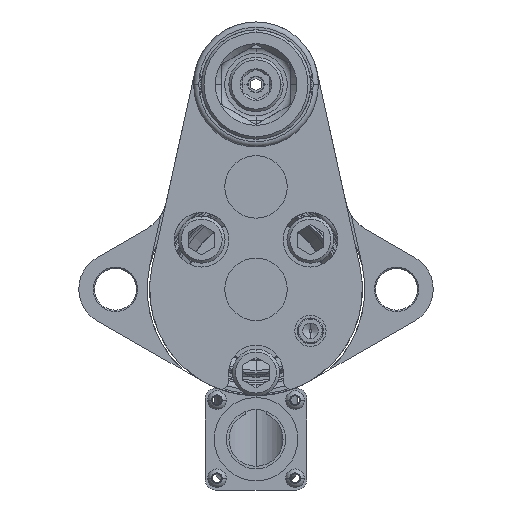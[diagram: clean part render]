
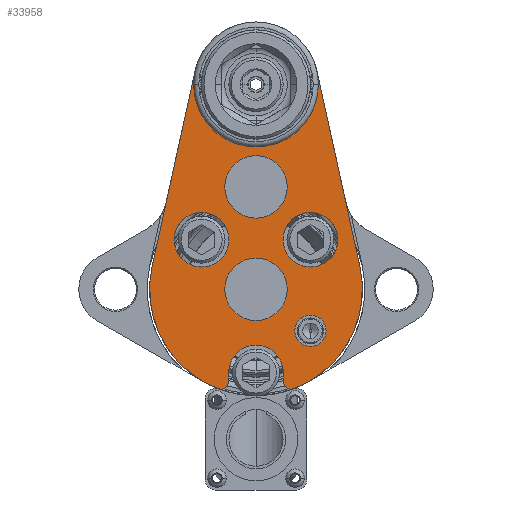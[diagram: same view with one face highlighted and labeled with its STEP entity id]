
A CAD part, left-side view. The second image highlights one B-rep face of the part: STEP entity #33958.
In plain terms, the highlighted planar face has unit normal (-1, 0, 0).
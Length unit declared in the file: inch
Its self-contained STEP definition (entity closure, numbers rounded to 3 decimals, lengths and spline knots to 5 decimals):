
#33490=CARTESIAN_POINT('',(-15.0369,0.005,0.));
#33491=DIRECTION('',(-1.,0.,0.));
#33492=DIRECTION('',(0.,0.,-1.));
#33493=AXIS2_PLACEMENT_3D('',#33490,#33491,#33492);
#33495=CARTESIAN_POINT('',(-15.0369,0.005,0.));
#33496=DIRECTION('',(-1.,0.,0.));
#33497=DIRECTION('',(0.,0.,1.));
#33498=AXIS2_PLACEMENT_3D('',#33495,#33496,#33497);
#33500=CARTESIAN_POINT('',(-15.0369,0.005,1.2293));
#33501=DIRECTION('',(-1.,0.,0.));
#33502=DIRECTION('',(0.,0.,-1.));
#33503=AXIS2_PLACEMENT_3D('',#33500,#33501,#33502);
#33505=CARTESIAN_POINT('',(-15.0369,0.005,1.2293));
#33506=DIRECTION('',(-1.,0.,0.));
#33507=DIRECTION('',(0.,0.,1.));
#33508=AXIS2_PLACEMENT_3D('',#33505,#33506,#33507);
#33510=CARTESIAN_POINT('',(-15.0369,0.658,0.595));
#33511=DIRECTION('',(-1.,0.,0.));
#33512=DIRECTION('',(0.,0.,1.));
#33513=AXIS2_PLACEMENT_3D('',#33510,#33511,#33512);
#33515=CARTESIAN_POINT('',(-15.0369,0.658,0.595));
#33516=DIRECTION('',(-1.,0.,0.));
#33517=DIRECTION('',(0.,0.,-1.));
#33518=AXIS2_PLACEMENT_3D('',#33515,#33516,#33517);
#33520=CARTESIAN_POINT('',(-15.0369,-0.648,0.595));
#33521=DIRECTION('',(-1.,0.,0.));
#33522=DIRECTION('',(0.,0.,-1.));
#33523=AXIS2_PLACEMENT_3D('',#33520,#33521,#33522);
#33525=CARTESIAN_POINT('',(-15.0369,-0.648,0.595));
#33526=DIRECTION('',(-1.,0.,0.));
#33527=DIRECTION('',(0.,0.,1.));
#33528=AXIS2_PLACEMENT_3D('',#33525,#33526,#33527);
#33530=CARTESIAN_POINT('',(-15.0369,-0.417,-1.10517));
#33531=DIRECTION('',(-1.,0.,0.));
#33532=DIRECTION('',(0.,1.,0.));
#33533=AXIS2_PLACEMENT_3D('',#33530,#33531,#33532);
#33535=DIRECTION('',(0.,0.,1.));
#33536=VECTOR('',#33535,0.10517);
#33537=CARTESIAN_POINT('',(-15.0369,-0.323,-1.10517));
#33538=LINE('',#33537,#33536);
#33539=CARTESIAN_POINT('',(-15.0369,0.005,-1.));
#33540=DIRECTION('',(-1.,0.,0.));
#33541=DIRECTION('',(0.,-1.,0.));
#33542=AXIS2_PLACEMENT_3D('',#33539,#33540,#33541);
#33544=DIRECTION('',(0.,0.,-1.));
#33545=VECTOR('',#33544,0.10517);
#33546=CARTESIAN_POINT('',(-15.0369,0.333,-1.));
#33547=LINE('',#33546,#33545);
#33548=CARTESIAN_POINT('',(-15.0369,0.427,-1.10517));
#33549=DIRECTION('',(-1.,0.,0.));
#33550=DIRECTION('',(0.,0.357,-0.934));
#33551=AXIS2_PLACEMENT_3D('',#33548,#33549,#33550);
#33553=CARTESIAN_POINT('',(-15.0369,0.005,0.));
#33554=DIRECTION('',(1.,0.,0.));
#33555=DIRECTION('',(0.,0.357,-0.934));
#33556=AXIS2_PLACEMENT_3D('',#33553,#33554,#33555);
#33558=DIRECTION('',(0.,-0.214,0.977));
#33559=VECTOR('',#33558,2.40186);
#33560=CARTESIAN_POINT('',(-15.0369,1.25233,0.27368));
#33561=LINE('',#33560,#33559);
#33562=CARTESIAN_POINT('',(-15.0369,0.005,2.459));
#33563=DIRECTION('',(-1.,0.,0.));
#33564=DIRECTION('',(0.,0.977,0.214));
#33565=AXIS2_PLACEMENT_3D('',#33562,#33563,#33564);
#33567=CARTESIAN_POINT('',(-15.0369,0.005,2.459));
#33568=DIRECTION('',(-1.,0.,0.));
#33569=DIRECTION('',(0.,1.,0.));
#33570=AXIS2_PLACEMENT_3D('',#33567,#33568,#33569);
#33572=CARTESIAN_POINT('',(-15.0369,0.005,2.459));
#33573=DIRECTION('',(-1.,0.,0.));
#33574=DIRECTION('',(0.,-1.,0.));
#33575=AXIS2_PLACEMENT_3D('',#33572,#33573,#33574);
#33577=DIRECTION('',(0.,-0.214,-0.977));
#33578=VECTOR('',#33577,2.40186);
#33579=CARTESIAN_POINT('',(-15.0369,-0.72757,2.61974));
#33580=LINE('',#33579,#33578);
#33581=CARTESIAN_POINT('',(-15.0369,0.005,0.));
#33582=DIRECTION('',(1.,0.,0.));
#33583=DIRECTION('',(0.,-0.977,0.214));
#33584=AXIS2_PLACEMENT_3D('',#33581,#33582,#33583);
#33586=CARTESIAN_POINT('',(-15.0369,-0.648,-0.5));
#33587=DIRECTION('',(-1.,0.,0.));
#33588=DIRECTION('',(0.,0.,1.));
#33589=AXIS2_PLACEMENT_3D('',#33586,#33587,#33588);
#33591=CARTESIAN_POINT('',(-15.0369,-0.648,-0.5));
#33592=DIRECTION('',(-1.,0.,0.));
#33593=DIRECTION('',(0.,0.,-1.));
#33594=AXIS2_PLACEMENT_3D('',#33591,#33592,#33593);
#33811=CARTESIAN_POINT('',(-15.0369,1.25233,0.27368));
#33812=VERTEX_POINT('',#33811);
#33813=CARTESIAN_POINT('',(-15.0369,-1.24233,0.27368));
#33814=VERTEX_POINT('',#33813);
#33815=CARTESIAN_POINT('',(-15.0369,0.755,2.459));
#33816=CARTESIAN_POINT('',(-15.0369,-0.745,2.459));
#33817=VERTEX_POINT('',#33815);
#33818=VERTEX_POINT('',#33816);
#33819=CARTESIAN_POINT('',(-15.0369,-0.72757,2.61974));
#33820=VERTEX_POINT('',#33819);
#33821=CARTESIAN_POINT('',(-15.0369,0.73757,2.61974));
#33822=VERTEX_POINT('',#33821);
#33827=CARTESIAN_POINT('',(-15.0369,0.005,-0.375));
#33828=CARTESIAN_POINT('',(-15.0369,0.005,0.375));
#33829=VERTEX_POINT('',#33827);
#33830=VERTEX_POINT('',#33828);
#33835=CARTESIAN_POINT('',(-15.0369,0.005,0.8543));
#33836=CARTESIAN_POINT('',(-15.0369,0.005,1.6043));
#33837=VERTEX_POINT('',#33835);
#33838=VERTEX_POINT('',#33836);
#33839=CARTESIAN_POINT('',(-15.0369,0.658,0.2665));
#33840=CARTESIAN_POINT('',(-15.0369,0.658,0.9235));
#33841=VERTEX_POINT('',#33839);
#33842=VERTEX_POINT('',#33840);
#33843=CARTESIAN_POINT('',(-15.0369,-0.648,0.2665));
#33844=CARTESIAN_POINT('',(-15.0369,-0.648,0.9235));
#33845=VERTEX_POINT('',#33843);
#33846=VERTEX_POINT('',#33844);
#33847=CARTESIAN_POINT('',(-15.0369,-0.323,-1.10517));
#33848=CARTESIAN_POINT('',(-15.0369,-0.45053,-1.19299));
#33849=VERTEX_POINT('',#33847);
#33850=VERTEX_POINT('',#33848);
#33851=CARTESIAN_POINT('',(-15.0369,-0.323,-1.));
#33852=VERTEX_POINT('',#33851);
#33853=CARTESIAN_POINT('',(-15.0369,0.333,-1.));
#33854=VERTEX_POINT('',#33853);
#33855=CARTESIAN_POINT('',(-15.0369,0.333,-1.10517));
#33856=VERTEX_POINT('',#33855);
#33857=CARTESIAN_POINT('',(-15.0369,0.46053,-1.19299));
#33858=VERTEX_POINT('',#33857);
#33875=CARTESIAN_POINT('',(-15.0369,-0.648,-0.6875));
#33876=CARTESIAN_POINT('',(-15.0369,-0.648,-0.3125));
#33877=VERTEX_POINT('',#33875);
#33878=VERTEX_POINT('',#33876);
#33897=CARTESIAN_POINT('',(-15.0369,0.005,0.));
#33898=DIRECTION('',(1.,0.,0.));
#33899=DIRECTION('',(0.,-1.,0.));
#33900=AXIS2_PLACEMENT_3D('',#33897,#33898,#33899);
#33901=PLANE('',#33900);
#33903=ORIENTED_EDGE('',*,*,#33902,.F.);
#33905=ORIENTED_EDGE('',*,*,#33904,.T.);
#33907=ORIENTED_EDGE('',*,*,#33906,.T.);
#33909=ORIENTED_EDGE('',*,*,#33908,.T.);
#33911=ORIENTED_EDGE('',*,*,#33910,.F.);
#33913=ORIENTED_EDGE('',*,*,#33912,.T.);
#33915=ORIENTED_EDGE('',*,*,#33914,.T.);
#33917=ORIENTED_EDGE('',*,*,#33916,.T.);
#33919=ORIENTED_EDGE('',*,*,#33918,.T.);
#33921=ORIENTED_EDGE('',*,*,#33920,.T.);
#33923=ORIENTED_EDGE('',*,*,#33922,.T.);
#33925=ORIENTED_EDGE('',*,*,#33924,.T.);
#33926=EDGE_LOOP('',(#33903,#33905,#33907,#33909,#33911,#33913,#33915,#33917,
#33919,#33921,#33923,#33925));
#33927=FACE_OUTER_BOUND('',#33926,.F.);
#33929=ORIENTED_EDGE('',*,*,#33928,.T.);
#33931=ORIENTED_EDGE('',*,*,#33930,.T.);
#33932=EDGE_LOOP('',(#33929,#33931));
#33933=FACE_BOUND('',#33932,.F.);
#33935=ORIENTED_EDGE('',*,*,#33934,.T.);
#33937=ORIENTED_EDGE('',*,*,#33936,.T.);
#33938=EDGE_LOOP('',(#33935,#33937));
#33939=FACE_BOUND('',#33938,.F.);
#33941=ORIENTED_EDGE('',*,*,#33940,.T.);
#33943=ORIENTED_EDGE('',*,*,#33942,.T.);
#33944=EDGE_LOOP('',(#33941,#33943));
#33945=FACE_BOUND('',#33944,.F.);
#33947=ORIENTED_EDGE('',*,*,#33946,.T.);
#33949=ORIENTED_EDGE('',*,*,#33948,.T.);
#33950=EDGE_LOOP('',(#33947,#33949));
#33951=FACE_BOUND('',#33950,.F.);
#33953=ORIENTED_EDGE('',*,*,#33952,.T.);
#33955=ORIENTED_EDGE('',*,*,#33954,.T.);
#33956=EDGE_LOOP('',(#33953,#33955));
#33957=FACE_BOUND('',#33956,.F.);
#33958=ADVANCED_FACE('',(#33927,#33933,#33939,#33945,#33951,#33957),#33901,.F.);
#33494=CIRCLE('',#33493,0.375);
#33499=CIRCLE('',#33498,0.375);
#33504=CIRCLE('',#33503,0.375);
#33509=CIRCLE('',#33508,0.375);
#33514=CIRCLE('',#33513,0.3285);
#33519=CIRCLE('',#33518,0.3285);
#33524=CIRCLE('',#33523,0.3285);
#33529=CIRCLE('',#33528,0.3285);
#33534=CIRCLE('',#33533,0.094);
#33543=CIRCLE('',#33542,0.328);
#33552=CIRCLE('',#33551,0.094);
#33557=CIRCLE('',#33556,1.277);
#33566=CIRCLE('',#33565,0.75);
#33571=CIRCLE('',#33570,0.75);
#33576=CIRCLE('',#33575,0.75);
#33585=CIRCLE('',#33584,1.277);
#33590=CIRCLE('',#33589,0.1875);
#33595=CIRCLE('',#33594,0.1875);
#33902=EDGE_CURVE('',#33849,#33850,#33534,.T.);
#33904=EDGE_CURVE('',#33849,#33852,#33538,.T.);
#33906=EDGE_CURVE('',#33852,#33854,#33543,.T.);
#33908=EDGE_CURVE('',#33854,#33856,#33547,.T.);
#33910=EDGE_CURVE('',#33858,#33856,#33552,.T.);
#33912=EDGE_CURVE('',#33858,#33812,#33557,.T.);
#33914=EDGE_CURVE('',#33812,#33822,#33561,.T.);
#33916=EDGE_CURVE('',#33822,#33817,#33566,.T.);
#33918=EDGE_CURVE('',#33817,#33818,#33571,.T.);
#33920=EDGE_CURVE('',#33818,#33820,#33576,.T.);
#33922=EDGE_CURVE('',#33820,#33814,#33580,.T.);
#33924=EDGE_CURVE('',#33814,#33850,#33585,.T.);
#33928=EDGE_CURVE('',#33837,#33838,#33504,.T.);
#33930=EDGE_CURVE('',#33838,#33837,#33509,.T.);
#33934=EDGE_CURVE('',#33842,#33841,#33514,.T.);
#33936=EDGE_CURVE('',#33841,#33842,#33519,.T.);
#33940=EDGE_CURVE('',#33845,#33846,#33524,.T.);
#33942=EDGE_CURVE('',#33846,#33845,#33529,.T.);
#33946=EDGE_CURVE('',#33829,#33830,#33494,.T.);
#33948=EDGE_CURVE('',#33830,#33829,#33499,.T.);
#33952=EDGE_CURVE('',#33878,#33877,#33590,.T.);
#33954=EDGE_CURVE('',#33877,#33878,#33595,.T.);
